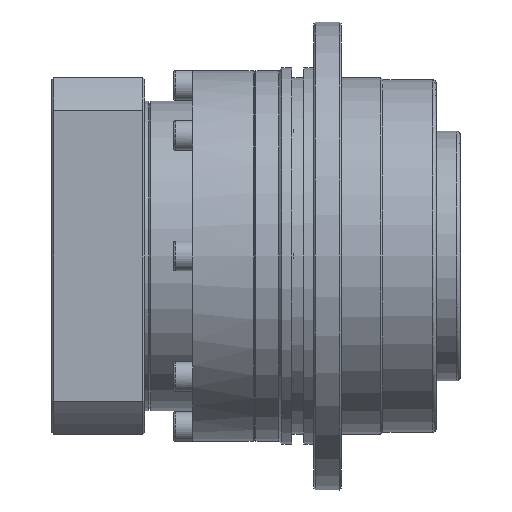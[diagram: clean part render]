
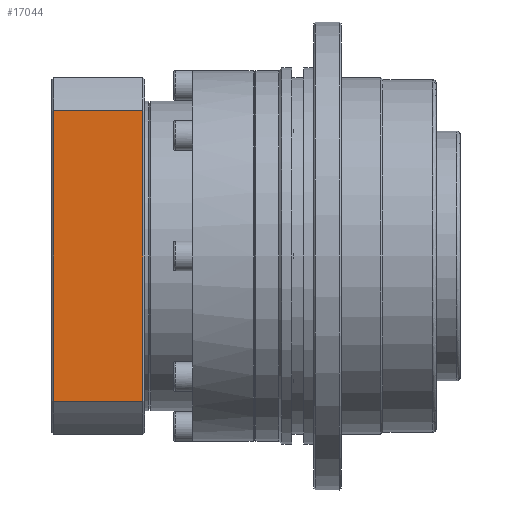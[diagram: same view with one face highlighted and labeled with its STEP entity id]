
A CAD part, front view. The second image highlights one B-rep face of the part: STEP entity #17044.
In plain terms, the highlighted face is planar.
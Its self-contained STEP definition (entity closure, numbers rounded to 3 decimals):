
#81 = CARTESIAN_POINT ( 'NONE',  ( 30., 36.592, 45. ) ) ;
#1089 = ORIENTED_EDGE ( 'NONE', *, *, #13505, .F. ) ;
#1135 = EDGE_CURVE ( 'NONE', #20206, #13576, #3916, .T. ) ;
#1412 = LINE ( 'NONE', #4440, #10542 ) ;
#2219 = CARTESIAN_POINT ( 'NONE',  ( 50., 36.592, 45. ) ) ;
#3282 = VECTOR ( 'NONE', #4137, 1000. ) ;
#3474 = VERTEX_POINT ( 'NONE', #13726 ) ;
#3709 = CARTESIAN_POINT ( 'NONE',  ( 30., -36.592, 45. ) ) ;
#3861 = DIRECTION ( 'NONE',  ( 0., 1., 0. ) ) ;
#3916 = LINE ( 'NONE', #19234, #17249 ) ;
#3925 = AXIS2_PLACEMENT_3D ( 'NONE', #2219, #14252, #3861 ) ;
#4137 = DIRECTION ( 'NONE',  ( 0., -1., 0. ) ) ;
#4440 = CARTESIAN_POINT ( 'NONE',  ( 38., 36.592, 45. ) ) ;
#6474 = VECTOR ( 'NONE', #13694, 1000. ) ;
#7951 = DIRECTION ( 'NONE',  ( 1., 0., 0. ) ) ;
#8818 = FACE_OUTER_BOUND ( 'NONE', #10135, .T. ) ;
#9217 = EDGE_CURVE ( 'NONE', #3474, #21355, #17126, .T. ) ;
#10007 = ORIENTED_EDGE ( 'NONE', *, *, #1135, .F. ) ;
#10135 = EDGE_LOOP ( 'NONE', ( #1089, #19018, #17388, #10007 ) ) ;
#10542 = VECTOR ( 'NONE', #7951, 1000. ) ;
#10726 = PLANE ( 'NONE',  #3925 ) ;
#11907 = CARTESIAN_POINT ( 'NONE',  ( 38., -36.592, 45. ) ) ;
#12809 = CARTESIAN_POINT ( 'NONE',  ( 52.5, 36.592, 45. ) ) ;
#13505 = EDGE_CURVE ( 'NONE', #21355, #20206, #20469, .T. ) ;
#13576 = VERTEX_POINT ( 'NONE', #81 ) ;
#13694 = DIRECTION ( 'NONE',  ( -1., 0., 0. ) ) ;
#13726 = CARTESIAN_POINT ( 'NONE',  ( 52.5, 36.592, 45. ) ) ;
#14252 = DIRECTION ( 'NONE',  ( 0., 0., -1. ) ) ;
#15671 = EDGE_CURVE ( 'NONE', #13576, #3474, #1412, .T. ) ;
#17044 = ADVANCED_FACE ( 'NONE', ( #8818 ), #10726, .F. ) ;
#17126 = LINE ( 'NONE', #12809, #3282 ) ;
#17249 = VECTOR ( 'NONE', #19212, 1000. ) ;
#17388 = ORIENTED_EDGE ( 'NONE', *, *, #15671, .F. ) ;
#19018 = ORIENTED_EDGE ( 'NONE', *, *, #9217, .F. ) ;
#19212 = DIRECTION ( 'NONE',  ( 0., 1., 0. ) ) ;
#19234 = CARTESIAN_POINT ( 'NONE',  ( 30., 36.592, 45. ) ) ;
#20206 = VERTEX_POINT ( 'NONE', #3709 ) ;
#20469 = LINE ( 'NONE', #11907, #6474 ) ;
#21355 = VERTEX_POINT ( 'NONE', #21659 ) ;
#21659 = CARTESIAN_POINT ( 'NONE',  ( 52.5, -36.592, 45. ) ) ;
